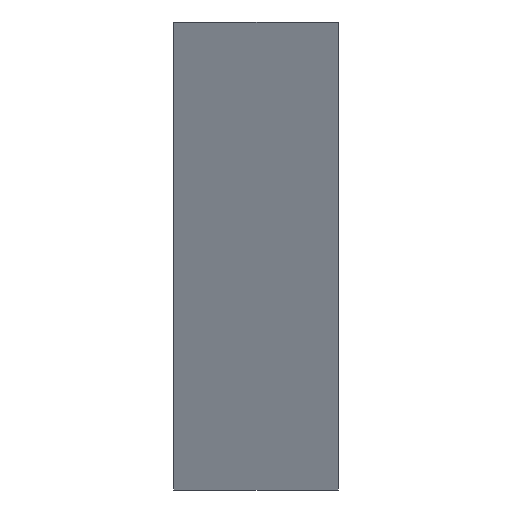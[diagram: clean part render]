
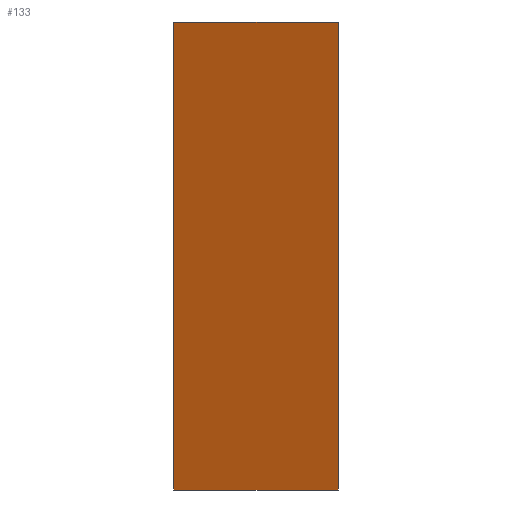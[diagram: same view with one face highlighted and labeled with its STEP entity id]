
A CAD part, left-side view. The second image highlights one B-rep face of the part: STEP entity #133.
In plain terms, the highlighted planar face has unit normal (-0.94, 0, -0.342).
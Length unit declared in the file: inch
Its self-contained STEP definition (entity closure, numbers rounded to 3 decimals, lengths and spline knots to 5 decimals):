
#20=FACE_OUTER_BOUND('',#28,.T.);
#28=EDGE_LOOP('',(#98,#99,#100,#101,#102,#103));
#35=B_SPLINE_CURVE_WITH_KNOTS('',3,(#202,#203,#204,#205,#206,#207),
 .UNSPECIFIED.,.F.,.F.,(4,2,4),(-13.18874,-6.59234,0.),
 .UNSPECIFIED.);
#36=B_SPLINE_CURVE_WITH_KNOTS('',3,(#209,#210,#211,#212,#213,#214),
 .UNSPECIFIED.,.F.,.F.,(4,2,4),(-10.16,-5.08,0.),.UNSPECIFIED.);
#37=B_SPLINE_CURVE_WITH_KNOTS('',3,(#216,#217,#218,#219,#220,#221),
 .UNSPECIFIED.,.F.,.F.,(4,2,4),(-13.18874,-6.59627,0.),
 .UNSPECIFIED.);
#46=LINE('',#193,#54);
#47=LINE('',#196,#55);
#50=LINE('',#222,#58);
#54=VECTOR('',#164,0.3937);
#55=VECTOR('',#167,0.3937);
#58=VECTOR('',#172,0.3937);
#60=VERTEX_POINT('',#180);
#63=VERTEX_POINT('',#185);
#64=VERTEX_POINT('',#195);
#66=VERTEX_POINT('',#201);
#67=VERTEX_POINT('',#208);
#68=VERTEX_POINT('',#215);
#75=EDGE_CURVE('',#63,#60,#46,.T.);
#76=EDGE_CURVE('',#64,#60,#47,.T.);
#79=EDGE_CURVE('',#66,#63,#35,.T.);
#80=EDGE_CURVE('',#67,#66,#36,.T.);
#81=EDGE_CURVE('',#68,#67,#37,.T.);
#82=EDGE_CURVE('',#64,#68,#50,.T.);
#98=ORIENTED_EDGE('',*,*,#76,.T.);
#99=ORIENTED_EDGE('',*,*,#75,.F.);
#100=ORIENTED_EDGE('',*,*,#79,.F.);
#101=ORIENTED_EDGE('',*,*,#80,.F.);
#102=ORIENTED_EDGE('',*,*,#81,.F.);
#103=ORIENTED_EDGE('',*,*,#82,.F.);
#128=PLANE('',#155);
#133=ADVANCED_FACE('',(#20),#128,.F.);
#155=AXIS2_PLACEMENT_3D('',#200,#170,#171);
#164=DIRECTION('',(-0.342,0.,0.94));
#167=DIRECTION('',(0.,1.,0.));
#170=DIRECTION('center_axis',(0.94,0.,0.342));
#171=DIRECTION('ref_axis',(0.342,0.,-0.94));
#172=DIRECTION('',(0.342,0.,-0.94));
#180=CARTESIAN_POINT('',(-47.99181,12.,31.));
#185=CARTESIAN_POINT('',(-45.61609,12.,24.47278));
#193=CARTESIAN_POINT('',(-50.88258,12.,38.94234));
#195=CARTESIAN_POINT('',(-47.99181,8.,31.));
#196=CARTESIAN_POINT('',(-47.99181,3.,31.));
#200=CARTESIAN_POINT('Origin',(-48.35003,-4.,31.98421));
#201=CARTESIAN_POINT('',(-43.84018,12.,19.5935));
#202=CARTESIAN_POINT('Ctrl Pts',(-43.84018,12.,19.5935));
#203=CARTESIAN_POINT('Ctrl Pts',(-44.13626,12.,20.40697));
#204=CARTESIAN_POINT('Ctrl Pts',(-44.43233,12.,21.22043));
#205=CARTESIAN_POINT('Ctrl Pts',(-45.02431,12.,22.84685));
#206=CARTESIAN_POINT('Ctrl Pts',(-45.3202,12.,23.65982));
#207=CARTESIAN_POINT('Ctrl Pts',(-45.61609,12.,24.47278));
#208=CARTESIAN_POINT('',(-43.84018,8.,19.5935));
#209=CARTESIAN_POINT('Ctrl Pts',(-43.84018,8.,19.5935));
#210=CARTESIAN_POINT('Ctrl Pts',(-43.84018,8.66667,19.5935));
#211=CARTESIAN_POINT('Ctrl Pts',(-43.84018,9.33333,19.5935));
#212=CARTESIAN_POINT('Ctrl Pts',(-43.84018,10.66667,19.5935));
#213=CARTESIAN_POINT('Ctrl Pts',(-43.84018,11.33333,19.5935));
#214=CARTESIAN_POINT('Ctrl Pts',(-43.84018,12.,19.5935));
#215=CARTESIAN_POINT('',(-45.61609,8.,24.47278));
#216=CARTESIAN_POINT('Ctrl Pts',(-45.61609,8.,24.47278));
#217=CARTESIAN_POINT('Ctrl Pts',(-45.32019,8.,23.6598));
#218=CARTESIAN_POINT('Ctrl Pts',(-45.02429,8.,22.84682));
#219=CARTESIAN_POINT('Ctrl Pts',(-44.43232,8.,21.2204));
#220=CARTESIAN_POINT('Ctrl Pts',(-44.13625,8.,20.40695));
#221=CARTESIAN_POINT('Ctrl Pts',(-43.84018,8.,19.5935));
#222=CARTESIAN_POINT('',(-42.57716,8.,16.12338));
